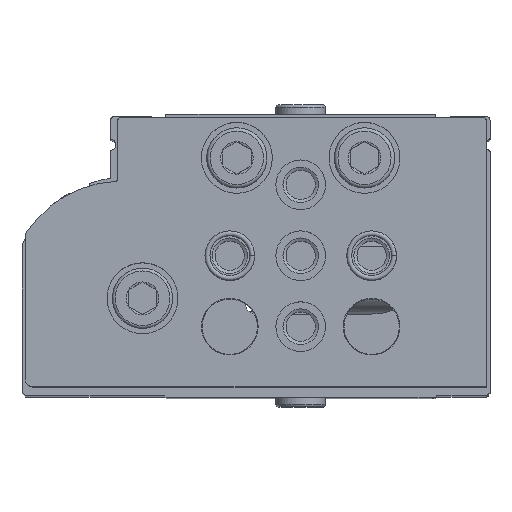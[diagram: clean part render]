
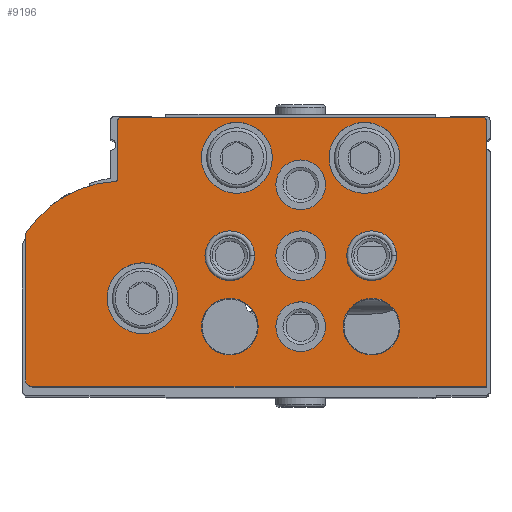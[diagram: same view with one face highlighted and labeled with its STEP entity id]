
A CAD part, top view. The second image highlights one B-rep face of the part: STEP entity #9196.
In plain terms, the highlighted face is planar.
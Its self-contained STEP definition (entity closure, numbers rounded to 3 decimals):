
#927=LINE('',#15239,#1640);
#929=LINE('',#15243,#1642);
#932=LINE('',#15251,#1645);
#937=LINE('',#15267,#1650);
#940=LINE('',#15275,#1653);
#1640=VECTOR('',#12374,1000.);
#1642=VECTOR('',#12378,1000.);
#1645=VECTOR('',#12387,1000.);
#1650=VECTOR('',#12406,1000.);
#1653=VECTOR('',#12415,1000.);
#3542=ORIENTED_EDGE('',*,*,#5180,.T.);
#3543=ORIENTED_EDGE('',*,*,#5181,.T.);
#3544=ORIENTED_EDGE('',*,*,#5182,.T.);
#3545=ORIENTED_EDGE('',*,*,#5183,.T.);
#3546=ORIENTED_EDGE('',*,*,#5184,.T.);
#3547=ORIENTED_EDGE('',*,*,#5185,.T.);
#3548=ORIENTED_EDGE('',*,*,#5186,.T.);
#3549=ORIENTED_EDGE('',*,*,#5187,.T.);
#3550=ORIENTED_EDGE('',*,*,#5188,.T.);
#3551=ORIENTED_EDGE('',*,*,#5189,.T.);
#3552=ORIENTED_EDGE('',*,*,#5157,.F.);
#3553=ORIENTED_EDGE('',*,*,#5178,.F.);
#3554=ORIENTED_EDGE('',*,*,#5176,.F.);
#3555=ORIENTED_EDGE('',*,*,#5174,.F.);
#3556=ORIENTED_EDGE('',*,*,#5172,.T.);
#3557=ORIENTED_EDGE('',*,*,#5170,.F.);
#3558=ORIENTED_EDGE('',*,*,#5168,.F.);
#3559=ORIENTED_EDGE('',*,*,#5166,.F.);
#3560=ORIENTED_EDGE('',*,*,#5164,.F.);
#3561=ORIENTED_EDGE('',*,*,#5162,.F.);
#3562=ORIENTED_EDGE('',*,*,#5160,.F.);
#5157=EDGE_CURVE('',#6157,#6158,#6730,.T.);
#5160=EDGE_CURVE('',#6158,#6159,#927,.T.);
#5162=EDGE_CURVE('',#6159,#6160,#929,.T.);
#5164=EDGE_CURVE('',#6160,#6161,#6731,.T.);
#5166=EDGE_CURVE('',#6161,#6162,#932,.T.);
#5168=EDGE_CURVE('',#6162,#6163,#6732,.T.);
#5170=EDGE_CURVE('',#6163,#6164,#6733,.T.);
#5172=EDGE_CURVE('',#6165,#6164,#6734,.T.);
#5174=EDGE_CURVE('',#6165,#6166,#937,.T.);
#5176=EDGE_CURVE('',#6166,#6167,#6735,.T.);
#5178=EDGE_CURVE('',#6167,#6157,#940,.T.);
#5180=EDGE_CURVE('',#6168,#6168,#6736,.T.);
#5181=EDGE_CURVE('',#6169,#6169,#6737,.T.);
#5182=EDGE_CURVE('',#6170,#6170,#6738,.T.);
#5183=EDGE_CURVE('',#6171,#6171,#6739,.T.);
#5184=EDGE_CURVE('',#6172,#6172,#6740,.T.);
#5185=EDGE_CURVE('',#6173,#6173,#6741,.T.);
#5186=EDGE_CURVE('',#6174,#6174,#6742,.T.);
#5187=EDGE_CURVE('',#6175,#6175,#6743,.T.);
#5188=EDGE_CURVE('',#6176,#6176,#6744,.T.);
#5189=EDGE_CURVE('',#6177,#6177,#6745,.T.);
#6157=VERTEX_POINT('',#15234);
#6158=VERTEX_POINT('',#15235);
#6159=VERTEX_POINT('',#15240);
#6160=VERTEX_POINT('',#15244);
#6161=VERTEX_POINT('',#15248);
#6162=VERTEX_POINT('',#15252);
#6163=VERTEX_POINT('',#15256);
#6164=VERTEX_POINT('',#15260);
#6165=VERTEX_POINT('',#15264);
#6166=VERTEX_POINT('',#15268);
#6167=VERTEX_POINT('',#15272);
#6168=VERTEX_POINT('',#15279);
#6169=VERTEX_POINT('',#15281);
#6170=VERTEX_POINT('',#15283);
#6171=VERTEX_POINT('',#15285);
#6172=VERTEX_POINT('',#15287);
#6173=VERTEX_POINT('',#15289);
#6174=VERTEX_POINT('',#15291);
#6175=VERTEX_POINT('',#15293);
#6176=VERTEX_POINT('',#15295);
#6177=VERTEX_POINT('',#15297);
#6730=CIRCLE('',#10144,0.5);
#6731=CIRCLE('',#10148,1.);
#6732=CIRCLE('',#10151,1.);
#6733=CIRCLE('',#10153,16.);
#6734=CIRCLE('',#10155,0.3);
#6735=CIRCLE('',#10158,0.5);
#6736=CIRCLE('',#10161,5.);
#6737=CIRCLE('',#10162,5.);
#6738=CIRCLE('',#10163,5.);
#6739=CIRCLE('',#10164,3.5);
#6740=CIRCLE('',#10165,3.5);
#6741=CIRCLE('',#10166,3.5);
#6742=CIRCLE('',#10167,3.5);
#6743=CIRCLE('',#10168,3.5);
#6744=CIRCLE('',#10169,4.);
#6745=CIRCLE('',#10170,4.);
#7369=EDGE_LOOP('',(#3542));
#7370=EDGE_LOOP('',(#3543));
#7371=EDGE_LOOP('',(#3544));
#7372=EDGE_LOOP('',(#3545));
#7373=EDGE_LOOP('',(#3546));
#7374=EDGE_LOOP('',(#3547));
#7375=EDGE_LOOP('',(#3548));
#7376=EDGE_LOOP('',(#3549));
#7377=EDGE_LOOP('',(#3550));
#7378=EDGE_LOOP('',(#3551));
#7379=EDGE_LOOP('',(#3552,#3553,#3554,#3555,#3556,#3557,#3558,#3559,#3560,
#3561,#3562));
#8202=FACE_BOUND('',#7369,.T.);
#8203=FACE_BOUND('',#7370,.T.);
#8204=FACE_BOUND('',#7371,.T.);
#8205=FACE_BOUND('',#7372,.T.);
#8206=FACE_BOUND('',#7373,.T.);
#8207=FACE_BOUND('',#7374,.T.);
#8208=FACE_BOUND('',#7375,.T.);
#8209=FACE_BOUND('',#7376,.T.);
#8210=FACE_BOUND('',#7377,.T.);
#8211=FACE_BOUND('',#7378,.T.);
#8212=FACE_BOUND('',#7379,.T.);
#8723=PLANE('',#10160);
#9196=ADVANCED_FACE('',(#8202,#8203,#8204,#8205,#8206,#8207,#8208,#8209,
#8210,#8211,#8212),#8723,.F.);
#10144=AXIS2_PLACEMENT_3D('',#15233,#12368,#12369);
#10148=AXIS2_PLACEMENT_3D('',#15247,#12382,#12383);
#10151=AXIS2_PLACEMENT_3D('',#15255,#12391,#12392);
#10153=AXIS2_PLACEMENT_3D('',#15259,#12396,#12397);
#10155=AXIS2_PLACEMENT_3D('',#15263,#12401,#12402);
#10158=AXIS2_PLACEMENT_3D('',#15271,#12410,#12411);
#10160=AXIS2_PLACEMENT_3D('',#15277,#12417,#12418);
#10161=AXIS2_PLACEMENT_3D('',#15278,#12419,#12420);
#10162=AXIS2_PLACEMENT_3D('',#15280,#12421,#12422);
#10163=AXIS2_PLACEMENT_3D('',#15282,#12423,#12424);
#10164=AXIS2_PLACEMENT_3D('',#15284,#12425,#12426);
#10165=AXIS2_PLACEMENT_3D('',#15286,#12427,#12428);
#10166=AXIS2_PLACEMENT_3D('',#15288,#12429,#12430);
#10167=AXIS2_PLACEMENT_3D('',#15290,#12431,#12432);
#10168=AXIS2_PLACEMENT_3D('',#15292,#12433,#12434);
#10169=AXIS2_PLACEMENT_3D('',#15294,#12435,#12436);
#10170=AXIS2_PLACEMENT_3D('',#15296,#12437,#12438);
#12368=DIRECTION('',(0.,0.,1.));
#12369=DIRECTION('',(1.,0.,0.));
#12374=DIRECTION('',(0.,-1.,0.));
#12378=DIRECTION('',(1.,0.,0.));
#12382=DIRECTION('',(0.,0.,1.));
#12383=DIRECTION('',(1.,0.,0.));
#12387=DIRECTION('',(0.,1.,0.));
#12391=DIRECTION('',(0.,0.,1.));
#12392=DIRECTION('',(1.,0.,0.));
#12396=DIRECTION('',(0.,0.,1.));
#12397=DIRECTION('',(1.,0.,0.));
#12401=DIRECTION('',(0.,0.,1.));
#12402=DIRECTION('',(1.,0.,0.));
#12406=DIRECTION('',(0.,1.,0.));
#12410=DIRECTION('',(0.,0.,1.));
#12411=DIRECTION('',(1.,0.,0.));
#12415=DIRECTION('',(-1.,0.,0.));
#12417=DIRECTION('',(0.,0.,1.));
#12418=DIRECTION('',(1.,0.,0.));
#12419=DIRECTION('',(0.,0.,1.));
#12420=DIRECTION('',(1.,0.,0.));
#12421=DIRECTION('',(0.,0.,1.));
#12422=DIRECTION('',(1.,0.,0.));
#12423=DIRECTION('',(0.,0.,1.));
#12424=DIRECTION('',(1.,0.,0.));
#12425=DIRECTION('',(0.,0.,1.));
#12426=DIRECTION('',(1.,0.,0.));
#12427=DIRECTION('',(0.,0.,1.));
#12428=DIRECTION('',(1.,0.,0.));
#12429=DIRECTION('',(0.,0.,1.));
#12430=DIRECTION('',(1.,0.,0.));
#12431=DIRECTION('',(0.,0.,1.));
#12432=DIRECTION('',(1.,0.,0.));
#12433=DIRECTION('',(0.,0.,1.));
#12434=DIRECTION('',(1.,0.,0.));
#12435=DIRECTION('',(0.,0.,1.));
#12436=DIRECTION('',(1.,0.,0.));
#12437=DIRECTION('',(0.,0.,1.));
#12438=DIRECTION('',(1.,0.,0.));
#15233=CARTESIAN_POINT('',(0.5,37.5,0.));
#15234=CARTESIAN_POINT('',(0.5,38.,0.));
#15235=CARTESIAN_POINT('',(0.,37.5,0.));
#15239=CARTESIAN_POINT('',(0.,37.5,0.));
#15240=CARTESIAN_POINT('',(0.,0.,0.));
#15243=CARTESIAN_POINT('',(0.,0.,0.));
#15244=CARTESIAN_POINT('',(64.,0.,0.));
#15247=CARTESIAN_POINT('',(64.,1.,0.));
#15248=CARTESIAN_POINT('',(65.,1.,0.));
#15251=CARTESIAN_POINT('',(65.,1.,0.));
#15252=CARTESIAN_POINT('',(65.,21.292,0.));
#15255=CARTESIAN_POINT('',(64.,21.292,0.));
#15256=CARTESIAN_POINT('',(64.833,21.844,0.));
#15259=CARTESIAN_POINT('',(51.5,13.,0.));
#15260=CARTESIAN_POINT('',(52.285,28.981,0.));
#15263=CARTESIAN_POINT('',(52.3,29.28,0.));
#15264=CARTESIAN_POINT('',(52.,29.28,0.));
#15267=CARTESIAN_POINT('',(52.,29.28,0.));
#15268=CARTESIAN_POINT('',(52.,37.5,0.));
#15271=CARTESIAN_POINT('',(51.5,37.5,0.));
#15272=CARTESIAN_POINT('',(51.5,38.,0.));
#15275=CARTESIAN_POINT('',(51.5,38.,0.));
#15277=CARTESIAN_POINT('',(0.5,37.5,0.));
#15278=CARTESIAN_POINT('',(48.5,12.5,0.));
#15279=CARTESIAN_POINT('',(53.5,12.5,0.));
#15280=CARTESIAN_POINT('',(35.2,32.3,0.));
#15281=CARTESIAN_POINT('',(40.2,32.3,0.));
#15282=CARTESIAN_POINT('',(17.2,32.3,0.));
#15283=CARTESIAN_POINT('',(22.2,32.3,0.));
#15284=CARTESIAN_POINT('',(26.2,28.5,0.));
#15285=CARTESIAN_POINT('',(29.7,28.5,0.));
#15286=CARTESIAN_POINT('',(36.2,18.5,0.));
#15287=CARTESIAN_POINT('',(39.7,18.5,0.));
#15288=CARTESIAN_POINT('',(26.2,18.5,0.));
#15289=CARTESIAN_POINT('',(29.7,18.5,0.));
#15290=CARTESIAN_POINT('',(16.2,18.5,0.));
#15291=CARTESIAN_POINT('',(19.7,18.5,0.));
#15292=CARTESIAN_POINT('',(26.2,8.5,0.));
#15293=CARTESIAN_POINT('',(29.7,8.5,0.));
#15294=CARTESIAN_POINT('',(36.2,8.5,0.));
#15295=CARTESIAN_POINT('',(40.2,8.5,0.));
#15296=CARTESIAN_POINT('',(16.2,8.5,0.));
#15297=CARTESIAN_POINT('',(20.2,8.5,0.));
